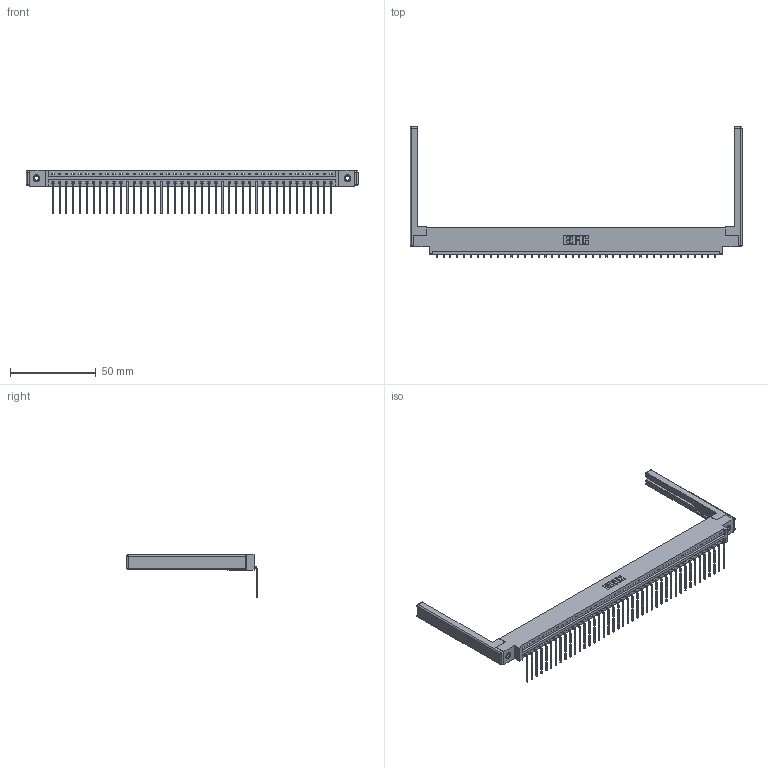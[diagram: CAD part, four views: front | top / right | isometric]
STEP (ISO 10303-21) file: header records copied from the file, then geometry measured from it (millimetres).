
FILE_DESCRIPTION (( 'STEP AP203' ), '1' );
FILE_NAME ('337-042-559-668.STEP', '2019-10-01T22:47:28', ( '' ), ( '' ), 'SwSTEP 2.0', 'SolidWorks 2016', '' );
FILE_SCHEMA (( 'CONFIG_CONTROL_DESIGN' ));
Length unit declared in the file: inch
Products named in the file (5): 345-292-001_558 559 Tail - 1; 345-250-001_345-250-001-102; 337-042-559-668; 307-220-068; 337 Part_0.170 Offset - 0.156 Dia-TI
Assembly tree (47 placements, depth 2):
  337-042-559-668
    337 Part_0.170 Offset - 0.156 Dia-TI
    345-292-001_558 559 Tail - 1  x42
    345-250-001_345-250-001-102  x2
    307-220-068  x2
Bounding box: 193.85 x 76.14 x 25.53 mm (x, y, z)
Volume: 24561.4 mm3; surface area: 25891.7 mm2
Topology: 47 solids, 47 shells, 2960 faces, 8861 edges, 5830 vertices
Faces by surface type: plane 2178, cylinder 758, cone 12, sphere 8, torus 4
Entity records: 34196 total; most frequent: CARTESIAN_POINT 5913, ORIENTED_EDGE 5880, DIRECTION 5050, EDGE_CURVE 2940, LINE 2762, VECTOR 2762, VERTEX_POINT 1950, AXIS2_PLACEMENT_3D 1144
